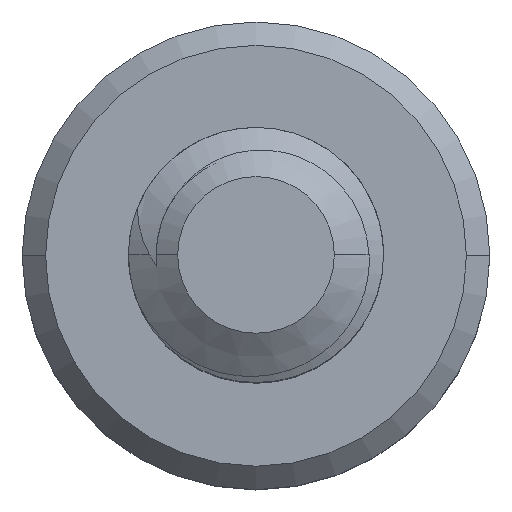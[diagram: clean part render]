
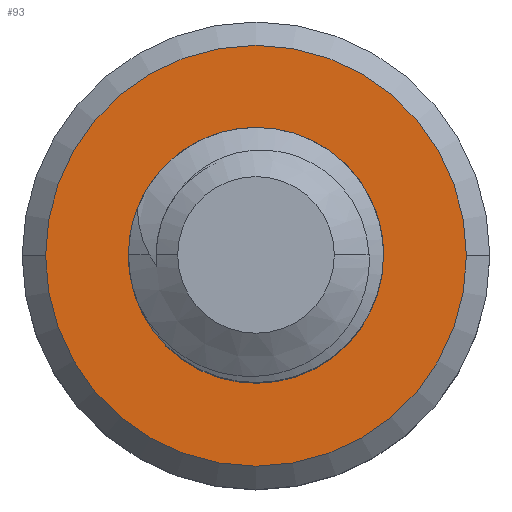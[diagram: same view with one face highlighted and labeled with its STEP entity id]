
A CAD part, top view. The second image highlights one B-rep face of the part: STEP entity #93.
In plain terms, the highlighted planar face has unit normal (0, 0, 1).
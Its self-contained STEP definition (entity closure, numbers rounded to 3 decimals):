
#9 = DIRECTION ( 'NONE',  ( 0., 0., 1. ) ) ;
#93 = ADVANCED_FACE ( 'NONE', ( #2658, #1227 ), #3700, .F. ) ;
#127 = EDGE_CURVE ( 'NONE', #1122, #3402, #2570, .T. ) ;
#160 = ORIENTED_EDGE ( 'NONE', *, *, #178, .T. ) ;
#178 = EDGE_CURVE ( 'NONE', #1864, #3407, #2691, .T. ) ;
#190 = CARTESIAN_POINT ( 'NONE',  ( 1.161, 0.72, -6. ) ) ;
#209 = CARTESIAN_POINT ( 'NONE',  ( -1.226, -0.541, -6. ) ) ;
#255 = AXIS2_PLACEMENT_3D ( 'NONE', #554, #2561, #838 ) ;
#422 = CIRCLE ( 'NONE', #1212, 2.475 ) ;
#442 = CARTESIAN_POINT ( 'NONE',  ( 0., 1.5, -6. ) ) ;
#473 = DIRECTION ( 'NONE',  ( 0., 0., 1. ) ) ;
#484 = CARTESIAN_POINT ( 'NONE',  ( 1.317, 0.073, -6. ) ) ;
#497 = CARTESIAN_POINT ( 'NONE',  ( -1.423, 0.097, -6. ) ) ;
#554 = CARTESIAN_POINT ( 'NONE',  ( 0., 0., -6. ) ) ;
#601 = CIRCLE ( 'NONE', #255, 1.175 ) ;
#690 = EDGE_LOOP ( 'NONE', ( #1593, #160, #3518, #3167 ) ) ;
#700 = AXIS2_PLACEMENT_3D ( 'NONE', #3335, #2462, #1614 ) ;
#760 = EDGE_CURVE ( 'NONE', #3174, #1554, #2026, .T. ) ;
#769 = CARTESIAN_POINT ( 'NONE',  ( 1.161, -0.435, -6. ) ) ;
#785 = ORIENTED_EDGE ( 'NONE', *, *, #127, .T. ) ;
#787 = CARTESIAN_POINT ( 'NONE',  ( -1.322, 0.617, -6. ) ) ;
#838 = DIRECTION ( 'NONE',  ( 1., 0., 0. ) ) ;
#941 = CARTESIAN_POINT ( 'NONE',  ( 0., 0., -6. ) ) ;
#1041 = CARTESIAN_POINT ( 'NONE',  ( 0.266, 1.478, -6. ) ) ;
#1058 = CARTESIAN_POINT ( 'NONE',  ( 0.93, -0.757, -6. ) ) ;
#1061 = CARTESIAN_POINT ( 'NONE',  ( -0.133, -1.189, -6. ) ) ;
#1070 = CARTESIAN_POINT ( 'NONE',  ( -1.137, 0.968, -6. ) ) ;
#1122 = VERTEX_POINT ( 'NONE', #2413 ) ;
#1212 = AXIS2_PLACEMENT_3D ( 'NONE', #1738, #9, #2021 ) ;
#1227 = FACE_BOUND ( 'NONE', #690, .T. ) ;
#1250 = DIRECTION ( 'NONE',  ( 1., 0., 0. ) ) ;
#1350 = CARTESIAN_POINT ( 'NONE',  ( 0., 1.5, -6. ) ) ;
#1369 = CARTESIAN_POINT ( 'NONE',  ( -0.526, -1.125, -6. ) ) ;
#1432 = CARTESIAN_POINT ( 'NONE',  ( 0., -1.175, -6. ) ) ;
#1554 = VERTEX_POINT ( 'NONE', #2100 ) ;
#1593 = ORIENTED_EDGE ( 'NONE', *, *, #3403, .F. ) ;
#1614 = DIRECTION ( 'NONE',  ( -1., 0., 0. ) ) ;
#1629 = CARTESIAN_POINT ( 'NONE',  ( 0.84, 1.143, -6. ) ) ;
#1655 = CARTESIAN_POINT ( 'NONE',  ( -0.878, -0.941, -6. ) ) ;
#1738 = CARTESIAN_POINT ( 'NONE',  ( 0., 0., -6. ) ) ;
#1823 = CARTESIAN_POINT ( 'NONE',  ( 0.823, -0.839, -6. ) ) ;
#1864 = VERTEX_POINT ( 'NONE', #442 ) ;
#1926 = CARTESIAN_POINT ( 'NONE',  ( 1.095, 0.838, -6. ) ) ;
#1943 = CARTESIAN_POINT ( 'NONE',  ( -1.155, -0.655, -6. ) ) ;
#2021 = DIRECTION ( 'NONE',  ( -1., 0., 0. ) ) ;
#2026 = B_SPLINE_CURVE_WITH_KNOTS ( 'NONE', 3,
 ( #3083, #1061, #2785, #1369, #3379, #1655, #3667, #1943, #209, #2224, #497, #2511, #787, #2796, #1070, #3097 ),
 .UNSPECIFIED., .F., .F.,
 ( 4, 2, 2, 2, 2, 2, 2, 4 ),
 ( 0., 0., 0.001, 0.001, 0.002, 0.002, 0.003, 0.003 ),
 .UNSPECIFIED. ) ;
#2100 = CARTESIAN_POINT ( 'NONE',  ( -1.051, 1.07, -6. ) ) ;
#2168 = ORIENTED_EDGE ( 'NONE', *, *, #3218, .T. ) ;
#2198 = CARTESIAN_POINT ( 'NONE',  ( 0., 0., -6. ) ) ;
#2206 = CARTESIAN_POINT ( 'NONE',  ( 1.301, 0.351, -6. ) ) ;
#2224 = CARTESIAN_POINT ( 'NONE',  ( -1.387, -0.178, -6. ) ) ;
#2413 = CARTESIAN_POINT ( 'NONE',  ( -2.475, 0., -6. ) ) ;
#2462 = DIRECTION ( 'NONE',  ( 0., 0., -1. ) ) ;
#2483 = DIRECTION ( 'NONE',  ( -1., 0., 0. ) ) ;
#2496 = CARTESIAN_POINT ( 'NONE',  ( 1.215, -0.312, -6. ) ) ;
#2511 = CARTESIAN_POINT ( 'NONE',  ( -1.362, 0.488, -6. ) ) ;
#2561 = DIRECTION ( 'NONE',  ( 0., 0., -1. ) ) ;
#2570 = CIRCLE ( 'NONE', #3471, 2.475 ) ;
#2658 = FACE_OUTER_BOUND ( 'NONE', #3132, .T. ) ;
#2691 = B_SPLINE_CURVE_WITH_KNOTS ( 'NONE', 3,
 ( #1350, #1041, #3361, #1629, #3649, #1926, #190, #2206, #484, #2496, #769, #2781, #1058, #3077 ),
 .UNSPECIFIED., .F., .F.,
 ( 4, 2, 2, 2, 2, 2, 4 ),
 ( 0., 0.001, 0.001, 0.002, 0.002, 0.003, 0.003 ),
 .UNSPECIFIED. ) ;
#2781 = CARTESIAN_POINT ( 'NONE',  ( 1.017, -0.659, -6. ) ) ;
#2785 = CARTESIAN_POINT ( 'NONE',  ( -0.265, -1.182, -6. ) ) ;
#2796 = CARTESIAN_POINT ( 'NONE',  ( -1.209, 0.856, -6. ) ) ;
#2965 = DIRECTION ( 'NONE',  ( 0., 0., 1. ) ) ;
#3077 = CARTESIAN_POINT ( 'NONE',  ( 0.823, -0.839, -6. ) ) ;
#3083 = CARTESIAN_POINT ( 'NONE',  ( 0., -1.175, -6. ) ) ;
#3097 = CARTESIAN_POINT ( 'NONE',  ( -1.051, 1.07, -6. ) ) ;
#3132 = EDGE_LOOP ( 'NONE', ( #785, #2168 ) ) ;
#3143 = EDGE_CURVE ( 'NONE', #3407, #3174, #601, .T. ) ;
#3151 = AXIS2_PLACEMENT_3D ( 'NONE', #941, #2965, #1250 ) ;
#3167 = ORIENTED_EDGE ( 'NONE', *, *, #760, .T. ) ;
#3174 = VERTEX_POINT ( 'NONE', #1432 ) ;
#3218 = EDGE_CURVE ( 'NONE', #3402, #1122, #422, .T. ) ;
#3335 = CARTESIAN_POINT ( 'NONE',  ( 0., 0., -6. ) ) ;
#3361 = CARTESIAN_POINT ( 'NONE',  ( 0.522, 1.38, -6. ) ) ;
#3379 = CARTESIAN_POINT ( 'NONE',  ( -0.649, -1.077, -6. ) ) ;
#3402 = VERTEX_POINT ( 'NONE', #3547 ) ;
#3403 = EDGE_CURVE ( 'NONE', #1864, #1554, #3716, .T. ) ;
#3407 = VERTEX_POINT ( 'NONE', #1823 ) ;
#3471 = AXIS2_PLACEMENT_3D ( 'NONE', #2198, #473, #2483 ) ;
#3518 = ORIENTED_EDGE ( 'NONE', *, *, #3143, .T. ) ;
#3547 = CARTESIAN_POINT ( 'NONE',  ( 2.475, 0., -6. ) ) ;
#3649 = CARTESIAN_POINT ( 'NONE',  ( 0.935, 1.048, -6. ) ) ;
#3667 = CARTESIAN_POINT ( 'NONE',  ( -0.98, -0.856, -6. ) ) ;
#3700 = PLANE ( 'NONE',  #700 ) ;
#3716 = CIRCLE ( 'NONE', #3151, 1.5 ) ;
